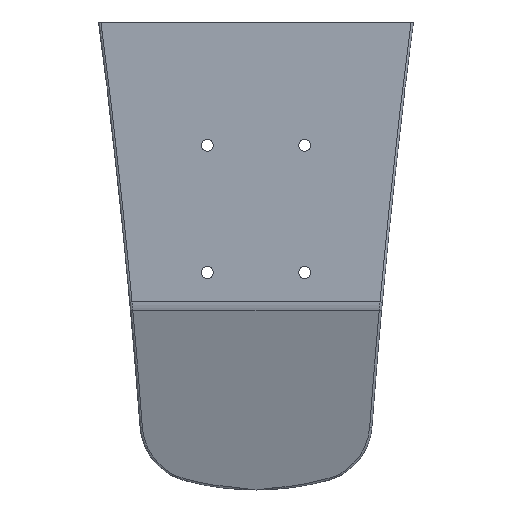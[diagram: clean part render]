
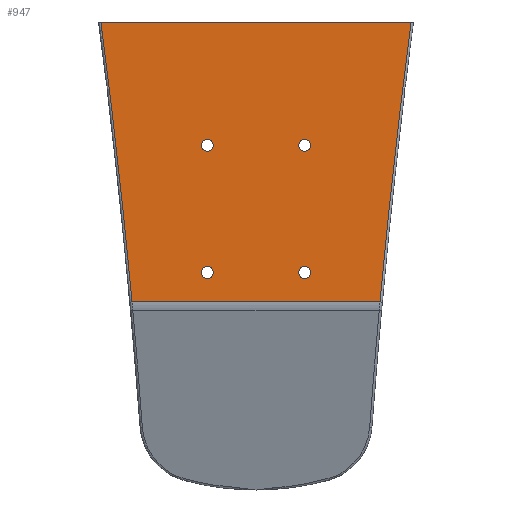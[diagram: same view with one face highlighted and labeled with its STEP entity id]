
A CAD part, front view. The second image highlights one B-rep face of the part: STEP entity #947.
In plain terms, the highlighted planar face has unit normal (0, -1, 0).
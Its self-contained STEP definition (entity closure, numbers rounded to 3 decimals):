
#82=FACE_BOUND('',#254,.T.);
#83=FACE_BOUND('',#255,.T.);
#84=FACE_BOUND('',#256,.T.);
#85=FACE_BOUND('',#257,.T.);
#186=FACE_OUTER_BOUND('',#253,.T.);
#253=EDGE_LOOP('',(#807,#808,#809,#810));
#254=EDGE_LOOP('',(#811));
#255=EDGE_LOOP('',(#812));
#256=EDGE_LOOP('',(#813));
#257=EDGE_LOOP('',(#814));
#291=CIRCLE('',#1019,3063.584);
#296=CIRCLE('',#1030,3063.584);
#313=CIRCLE('',#1074,2.5);
#314=CIRCLE('',#1075,2.5);
#315=CIRCLE('',#1076,2.5);
#316=CIRCLE('',#1077,2.5);
#328=LINE('',#1605,#356);
#335=LINE('',#1876,#363);
#356=VECTOR('',#1185,10.);
#363=VECTOR('',#1246,10.);
#411=VERTEX_POINT('',#1572);
#412=VERTEX_POINT('',#1583);
#415=VERTEX_POINT('',#1594);
#418=VERTEX_POINT('',#1613);
#450=VERTEX_POINT('',#2201);
#451=VERTEX_POINT('',#2203);
#452=VERTEX_POINT('',#2205);
#453=VERTEX_POINT('',#2207);
#509=EDGE_CURVE('',#411,#412,#291,.T.);
#515=EDGE_CURVE('',#411,#415,#328,.T.);
#521=EDGE_CURVE('',#418,#415,#296,.T.);
#552=EDGE_CURVE('',#412,#418,#335,.T.);
#577=EDGE_CURVE('',#450,#450,#313,.T.);
#578=EDGE_CURVE('',#451,#451,#314,.T.);
#579=EDGE_CURVE('',#452,#452,#315,.T.);
#580=EDGE_CURVE('',#453,#453,#316,.T.);
#807=ORIENTED_EDGE('',*,*,#515,.T.);
#808=ORIENTED_EDGE('',*,*,#521,.F.);
#809=ORIENTED_EDGE('',*,*,#552,.F.);
#810=ORIENTED_EDGE('',*,*,#509,.F.);
#811=ORIENTED_EDGE('',*,*,#577,.T.);
#812=ORIENTED_EDGE('',*,*,#578,.T.);
#813=ORIENTED_EDGE('',*,*,#579,.T.);
#814=ORIENTED_EDGE('',*,*,#580,.T.);
#906=PLANE('',#1073);
#947=ADVANCED_FACE('',(#186,#82,#83,#84,#85),#906,.F.);
#1019=AXIS2_PLACEMENT_3D('',#1584,#1170,#1171);
#1030=AXIS2_PLACEMENT_3D('',#1615,#1196,#1197);
#1073=AXIS2_PLACEMENT_3D('',#2200,#1289,#1290);
#1074=AXIS2_PLACEMENT_3D('',#2202,#1291,#1292);
#1075=AXIS2_PLACEMENT_3D('',#2204,#1293,#1294);
#1076=AXIS2_PLACEMENT_3D('',#2206,#1295,#1296);
#1077=AXIS2_PLACEMENT_3D('',#2208,#1297,#1298);
#1170=DIRECTION('center_axis',(0.,-1.,0.));
#1171=DIRECTION('ref_axis',(-0.993,0.,0.117));
#1185=DIRECTION('',(-1.,0.,0.));
#1196=DIRECTION('center_axis',(0.,-1.,0.));
#1197=DIRECTION('ref_axis',(0.993,0.,0.117));
#1246=DIRECTION('',(-1.,0.,0.));
#1289=DIRECTION('center_axis',(0.,1.,0.));
#1290=DIRECTION('ref_axis',(0.,0.,1.));
#1291=DIRECTION('center_axis',(0.,1.,0.));
#1292=DIRECTION('ref_axis',(-1.,0.,0.));
#1293=DIRECTION('center_axis',(0.,1.,0.));
#1294=DIRECTION('ref_axis',(-1.,0.,0.));
#1295=DIRECTION('center_axis',(0.,1.,0.));
#1296=DIRECTION('ref_axis',(-1.,0.,0.));
#1297=DIRECTION('center_axis',(0.,1.,0.));
#1298=DIRECTION('ref_axis',(-1.,0.,0.));
#1572=CARTESIAN_POINT('',(65.481,0.,-71.517));
#1583=CARTESIAN_POINT('',(52.266,0.,-190.416));
#1584=CARTESIAN_POINT('Origin',(3103.127,0.,-469.329));
#1594=CARTESIAN_POINT('',(-66.264,0.,-71.517));
#1605=CARTESIAN_POINT('',(33.049,0.,-71.517));
#1613=CARTESIAN_POINT('',(-53.049,0.,-190.416));
#1615=CARTESIAN_POINT('Origin',(-3103.91,0.,-469.329));
#1876=CARTESIAN_POINT('',(37.304,0.,-190.416));
#2200=CARTESIAN_POINT('Origin',(-0.392,0.,9.083));
#2201=CARTESIAN_POINT('',(-18.529,0.,-123.952));
#2202=CARTESIAN_POINT('Origin',(-21.029,0.,-123.952));
#2203=CARTESIAN_POINT('',(22.746,0.,-123.952));
#2204=CARTESIAN_POINT('Origin',(20.246,0.,-123.952));
#2205=CARTESIAN_POINT('',(-18.529,0.,-177.927));
#2206=CARTESIAN_POINT('Origin',(-21.029,0.,-177.927));
#2207=CARTESIAN_POINT('',(22.746,0.,-177.927));
#2208=CARTESIAN_POINT('Origin',(20.246,0.,-177.927));
